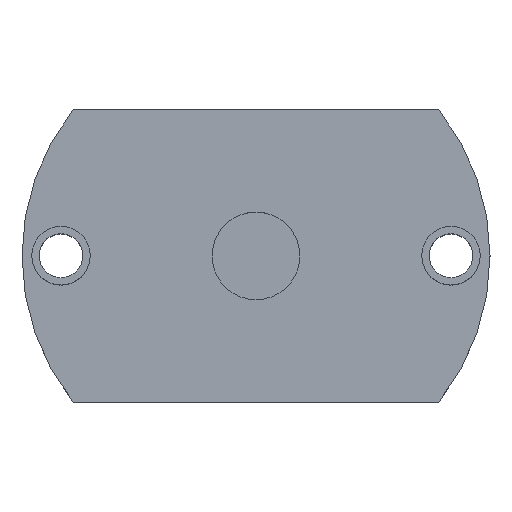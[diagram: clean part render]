
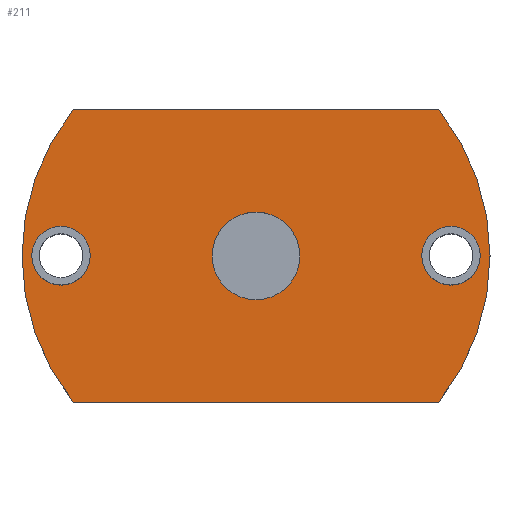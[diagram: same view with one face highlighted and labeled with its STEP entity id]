
A CAD part, top view. The second image highlights one B-rep face of the part: STEP entity #211.
In plain terms, the highlighted planar face has unit normal (0, 0, 1).
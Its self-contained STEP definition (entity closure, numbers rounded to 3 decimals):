
#22=FACE_BOUND('',#59,.T.);
#23=FACE_BOUND('',#60,.T.);
#24=FACE_BOUND('',#61,.T.);
#29=CIRCLE('',#240,24.);
#30=CIRCLE('',#241,24.);
#31=CIRCLE('',#242,3.);
#32=CIRCLE('',#243,3.);
#33=CIRCLE('',#244,4.5);
#44=FACE_OUTER_BOUND('',#58,.T.);
#58=EDGE_LOOP('',(#153,#154,#155,#156));
#59=EDGE_LOOP('',(#157));
#60=EDGE_LOOP('',(#158));
#61=EDGE_LOOP('',(#159));
#81=LINE('',#346,#94);
#82=LINE('',#351,#95);
#94=VECTOR('',#273,10.);
#95=VECTOR('',#278,10.);
#105=VERTEX_POINT('',#340);
#107=VERTEX_POINT('',#344);
#108=VERTEX_POINT('',#348);
#109=VERTEX_POINT('',#350);
#110=VERTEX_POINT('',#353);
#111=VERTEX_POINT('',#355);
#112=VERTEX_POINT('',#357);
#125=EDGE_CURVE('',#105,#107,#81,.T.);
#126=EDGE_CURVE('',#107,#108,#29,.T.);
#127=EDGE_CURVE('',#108,#109,#82,.T.);
#128=EDGE_CURVE('',#109,#105,#30,.T.);
#129=EDGE_CURVE('',#110,#110,#31,.T.);
#130=EDGE_CURVE('',#111,#111,#32,.T.);
#131=EDGE_CURVE('',#112,#112,#33,.T.);
#153=ORIENTED_EDGE('',*,*,#125,.T.);
#154=ORIENTED_EDGE('',*,*,#126,.T.);
#155=ORIENTED_EDGE('',*,*,#127,.T.);
#156=ORIENTED_EDGE('',*,*,#128,.T.);
#157=ORIENTED_EDGE('',*,*,#129,.F.);
#158=ORIENTED_EDGE('',*,*,#130,.T.);
#159=ORIENTED_EDGE('',*,*,#131,.T.);
#204=PLANE('',#239);
#211=ADVANCED_FACE('',(#44,#22,#23,#24),#204,.T.);
#239=AXIS2_PLACEMENT_3D('',#347,#274,#275);
#240=AXIS2_PLACEMENT_3D('',#349,#276,#277);
#241=AXIS2_PLACEMENT_3D('',#352,#279,#280);
#242=AXIS2_PLACEMENT_3D('',#354,#281,#282);
#243=AXIS2_PLACEMENT_3D('',#356,#283,#284);
#244=AXIS2_PLACEMENT_3D('',#358,#285,#286);
#273=DIRECTION('',(1.,0.,0.));
#274=DIRECTION('center_axis',(0.,0.,1.));
#275=DIRECTION('ref_axis',(1.,0.,0.));
#276=DIRECTION('center_axis',(0.,0.,1.));
#277=DIRECTION('ref_axis',(1.,0.,0.));
#278=DIRECTION('',(-1.,0.,0.));
#279=DIRECTION('center_axis',(0.,0.,1.));
#280=DIRECTION('ref_axis',(1.,0.,0.));
#281=DIRECTION('center_axis',(0.,0.,1.));
#282=DIRECTION('ref_axis',(1.,0.,0.));
#283=DIRECTION('center_axis',(0.,0.,-1.));
#284=DIRECTION('ref_axis',(-1.,0.,0.));
#285=DIRECTION('center_axis',(0.,0.,-1.));
#286=DIRECTION('ref_axis',(-1.,0.,0.));
#340=CARTESIAN_POINT('',(-18.735,-15.,10.));
#344=CARTESIAN_POINT('',(18.735,-15.,10.));
#346=CARTESIAN_POINT('',(14.84,-15.,10.));
#347=CARTESIAN_POINT('Origin',(0.,0.,10.));
#348=CARTESIAN_POINT('',(18.735,15.,10.));
#349=CARTESIAN_POINT('Origin',(0.,0.,10.));
#350=CARTESIAN_POINT('',(-18.735,15.,10.));
#351=CARTESIAN_POINT('',(14.84,15.,10.));
#352=CARTESIAN_POINT('Origin',(0.,0.,10.));
#353=CARTESIAN_POINT('',(17.,0.,10.));
#354=CARTESIAN_POINT('Origin',(20.,0.,10.));
#355=CARTESIAN_POINT('',(-17.,0.,10.));
#356=CARTESIAN_POINT('Origin',(-20.,0.,10.));
#357=CARTESIAN_POINT('',(4.5,0.,10.));
#358=CARTESIAN_POINT('Origin',(0.,0.,10.));
